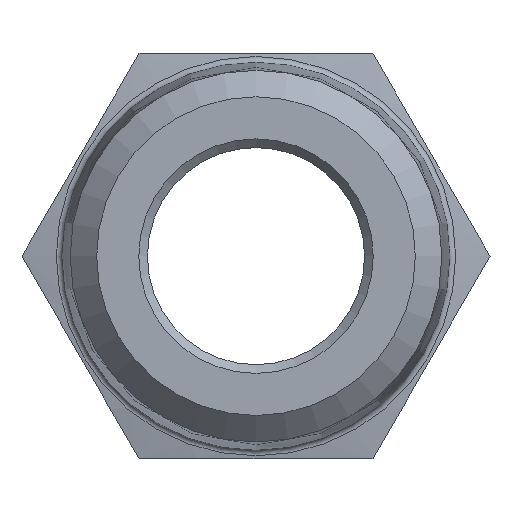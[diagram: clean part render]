
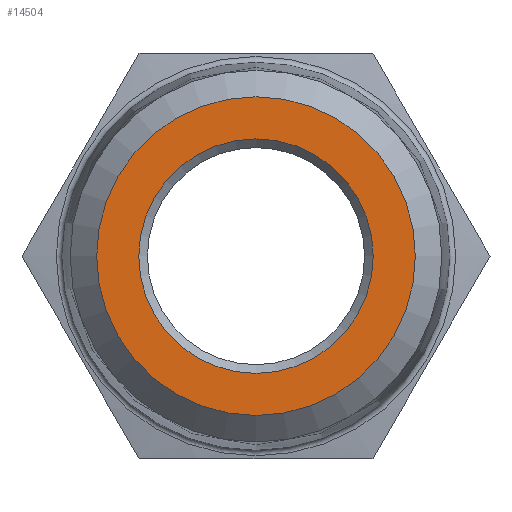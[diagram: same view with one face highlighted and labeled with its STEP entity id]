
A CAD part, left-side view. The second image highlights one B-rep face of the part: STEP entity #14504.
In plain terms, the highlighted planar face has unit normal (-1, 0, 0).
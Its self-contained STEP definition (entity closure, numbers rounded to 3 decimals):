
#336 = CIRCLE ( 'NONE', #2793, 5.504 ) ;
#490 = DIRECTION ( 'NONE',  ( 1., 0., 0. ) ) ;
#691 = PLANE ( 'NONE',  #9988 ) ;
#1110 = DIRECTION ( 'NONE',  ( 0., 0., -1. ) ) ;
#2793 = AXIS2_PLACEMENT_3D ( 'NONE', #11773, #6936, #1110 ) ;
#2897 = EDGE_LOOP ( 'NONE', ( #12761 ) ) ;
#3331 = CARTESIAN_POINT ( 'NONE',  ( -14., 6.393, 0. ) ) ;
#3406 = DIRECTION ( 'NONE',  ( 1., 0., 0. ) ) ;
#6533 = FACE_OUTER_BOUND ( 'NONE', #2897, .T. ) ;
#6936 = DIRECTION ( 'NONE',  ( -1., 0., 0. ) ) ;
#7175 = CARTESIAN_POINT ( 'NONE',  ( -14., 0., -5.504 ) ) ;
#7864 = EDGE_CURVE ( 'NONE', #10778, #10778, #336, .T. ) ;
#9988 = AXIS2_PLACEMENT_3D ( 'NONE', #3331, #3406, #12692 ) ;
#10010 = CARTESIAN_POINT ( 'NONE',  ( -14., 0., 0. ) ) ;
#10778 = VERTEX_POINT ( 'NONE', #7175 ) ;
#11001 = EDGE_CURVE ( 'NONE', #11843, #11843, #12424, .T. ) ;
#11415 = AXIS2_PLACEMENT_3D ( 'NONE', #10010, #490, #14752 ) ;
#11773 = CARTESIAN_POINT ( 'NONE',  ( -14., 0., 0. ) ) ;
#11843 = VERTEX_POINT ( 'NONE', #14208 ) ;
#12135 = ORIENTED_EDGE ( 'NONE', *, *, #11001, .T. ) ;
#12424 = CIRCLE ( 'NONE', #11415, 4.05 ) ;
#12692 = DIRECTION ( 'NONE',  ( 0., 0., -1. ) ) ;
#12761 = ORIENTED_EDGE ( 'NONE', *, *, #7864, .T. ) ;
#13799 = EDGE_LOOP ( 'NONE', ( #12135 ) ) ;
#14208 = CARTESIAN_POINT ( 'NONE',  ( -14., 0., -4.05 ) ) ;
#14504 = ADVANCED_FACE ( 'NONE', ( #6533, #14868 ), #691, .F. ) ;
#14752 = DIRECTION ( 'NONE',  ( 0., 0., -1. ) ) ;
#14868 = FACE_BOUND ( 'NONE', #13799, .T. ) ;
